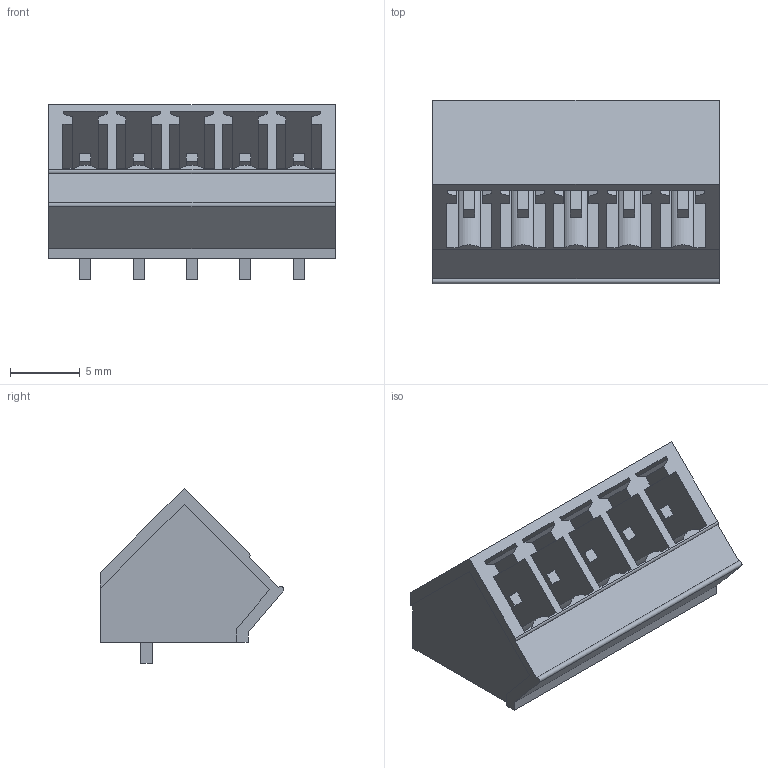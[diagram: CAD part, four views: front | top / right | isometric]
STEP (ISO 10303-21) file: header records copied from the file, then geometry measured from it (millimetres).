
FILE_DESCRIPTION(('CATIA V5 STEP Exchange','CAx-IF Rec.Pracs.--- Model Styling and Organization---1.2---2011-12-15'),'2;1');
FILE_NAME ('D1460994_0_1977960000_1977960000.stp','2018-04-23T07:41:11+00:00',('none'),('Weidmueller'),'CATIA Version 5-6 Release 2014','CATIA V5 STEP AP214','none');
FILE_SCHEMA(('AUTOMOTIVE_DESIGN { 1 0 10303 214 1 1 1 1 }'));
Length unit declared in the file: millimetre
Products named in the file (1): 1977960000
Bounding box: 20.44 x 13.1 x 12.5 mm (x, y, z)
Volume: 949 mm3; surface area: 2361.6 mm2
Topology: 6 solids, 6 shells, 240 faces, 692 edges, 464 vertices
Faces by surface type: plane 218, cylinder 22
Entity records: 7724 total; most frequent: CARTESIAN_POINT 1401, ORIENTED_EDGE 1384, DIRECTION 1050, EDGE_CURVE 692, VECTOR 648, LINE 648, VERTEX_POINT 464, EDGE_LOOP 250
